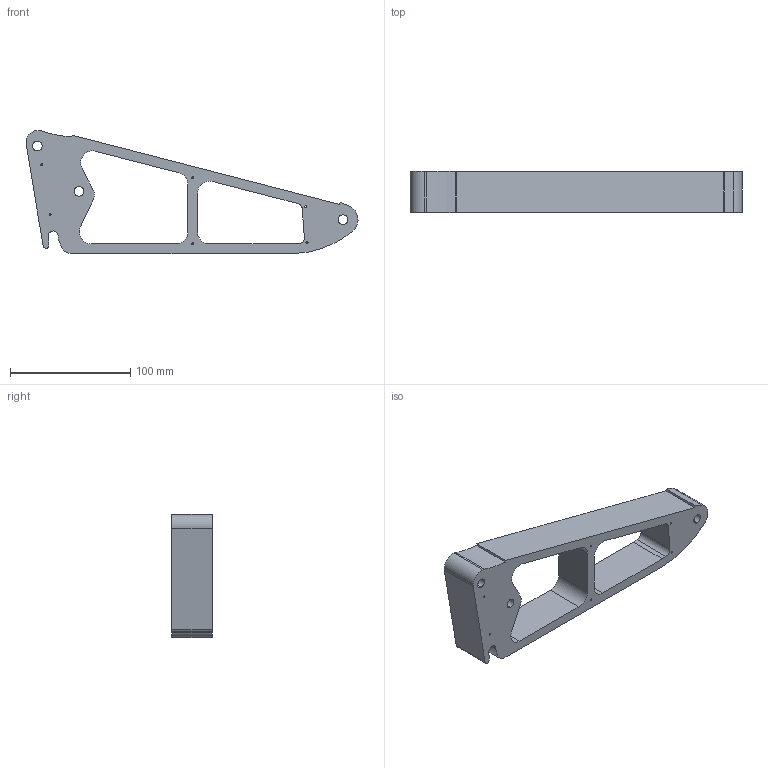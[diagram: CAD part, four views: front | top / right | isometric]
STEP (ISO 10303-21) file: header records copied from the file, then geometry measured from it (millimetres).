
FILE_DESCRIPTION (( 'STEP AP214' ), '1' );
FILE_NAME ('960_D_bras_fixe_milieu.STEP', '2020-07-04T10:17:26', ( 'Maxime' ), ( '' ), 'SwSTEP 2.0', 'SolidWorks 2020', '' );
FILE_SCHEMA (( 'AUTOMOTIVE_DESIGN' ));
Length unit declared in the file: millimetre
Products named in the file (1): 960_D_bras_fixe_milieu
Bounding box: 276.51 x 34 x 102.5 mm (x, y, z)
Volume: 303864.2 mm3; surface area: 63836.3 mm2
Topology: 1 solids, 1 shells, 55 faces, 159 edges, 106 vertices
Faces by surface type: cylinder 33, plane 16, bspline 6
Entity records: 1984 total; most frequent: CARTESIAN_POINT 430, ORIENTED_EDGE 318, DIRECTION 313, EDGE_CURVE 159, AXIS2_PLACEMENT_3D 116, VERTEX_POINT 106, LINE 81, VECTOR 81
